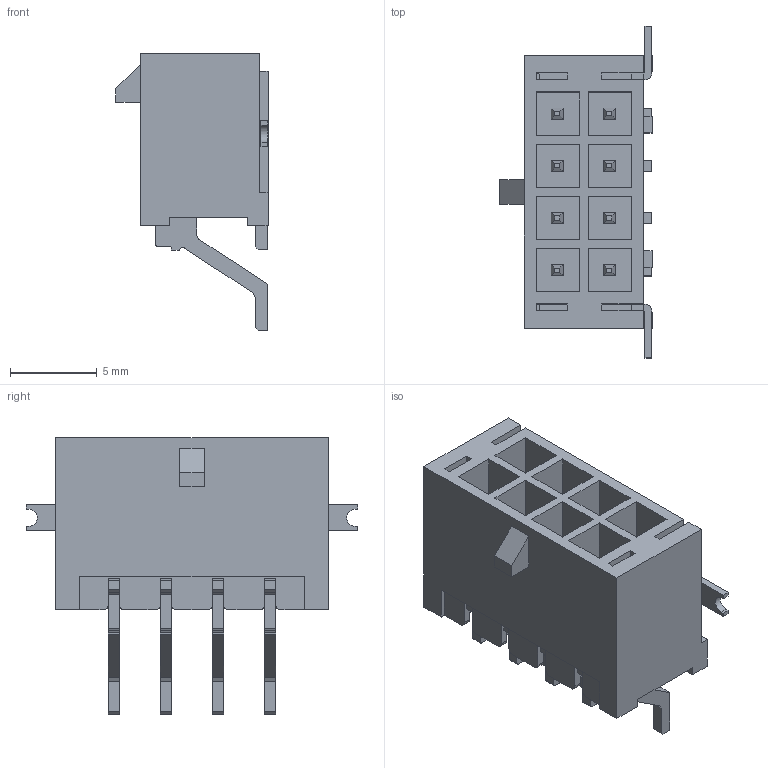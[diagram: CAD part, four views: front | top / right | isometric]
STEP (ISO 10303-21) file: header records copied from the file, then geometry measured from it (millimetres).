
FILE_DESCRIPTION(/* description */ ('Unknown'),/* implementation_level */ '2;1');
FILE_NAME(/* name */ '662108231722',/* time_stamp */ '2017-07-20T09:04:37+02:00',/* author */ ('Unknown'),/* organization */ ('Unknown'),/* preprocessor_version */ 'ST-DEVELOPER v16.7',/* originating_system */ 'DEX',/* authorisation */ $);
FILE_SCHEMA (('AUTOMOTIVE_DESIGN {1 0 10303 214 3 1 1}'));
Length unit declared in the file: millimetre
Products named in the file (5): 6621xx231722; 662008231722; 6620xx231722_PATTE; 6620xx231722_PIN_COURTE; 6620xx231722_PIN_LONGUE
Assembly tree (11 placements, depth 2):
  6621xx231722
    662008231722
    6620xx231722_PATTE  x2
    6620xx231722_PIN_COURTE  x4
    6620xx231722_PIN_LONGUE  x4
Bounding box: 8.76 x 19.1 x 15.9 mm (x, y, z)
Volume: 709.6 mm3; surface area: 1965.1 mm2
Topology: 11 solids, 11 shells, 473 faces, 1330 edges, 876 vertices
Faces by surface type: plane 423, cylinder 50
Entity records: 9539 total; most frequent: CARTESIAN_POINT 1687, ORIENTED_EDGE 1670, DIRECTION 1483, EDGE_CURVE 835, LINE 783, VECTOR 783, VERTEX_POINT 554, AXIS2_PLACEMENT_3D 350
